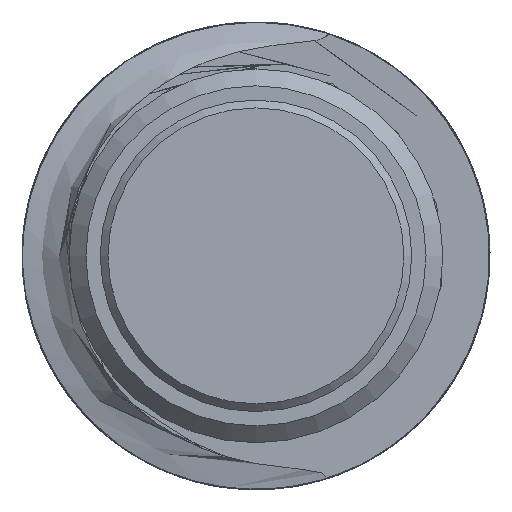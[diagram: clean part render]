
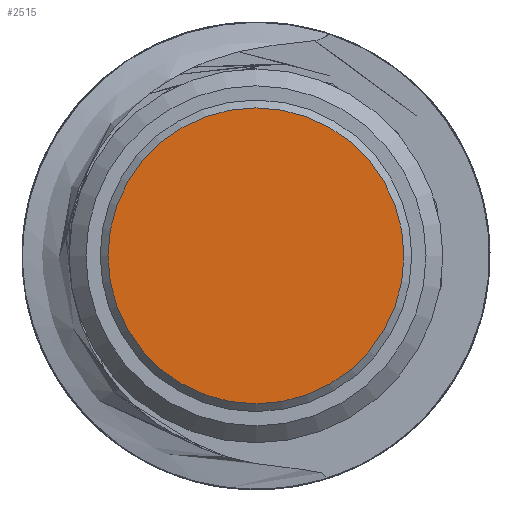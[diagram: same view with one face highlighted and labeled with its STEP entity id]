
A CAD part, left-side view. The second image highlights one B-rep face of the part: STEP entity #2515.
In plain terms, the highlighted planar face has unit normal (-1, 0, 0).
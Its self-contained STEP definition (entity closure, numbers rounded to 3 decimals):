
#38=PLANE('',#2687);
#177=FACE_OUTER_BOUND('',#319,.T.);
#319=EDGE_LOOP('',(#2249));
#327=CIRCLE('',#2659,4.75);
#1079=VERTEX_POINT('',#14761);
#1457=EDGE_CURVE('',#1079,#1079,#327,.T.);
#2249=ORIENTED_EDGE('',*,*,#1457,.T.);
#2515=ADVANCED_FACE('',(#177),#38,.T.);
#2659=AXIS2_PLACEMENT_3D('',#14763,#3068,#3069);
#2687=AXIS2_PLACEMENT_3D('',#14813,#3133,#3134);
#3068=DIRECTION('center_axis',(-1.,0.,0.));
#3069=DIRECTION('ref_axis',(0.,-1.,0.));
#3133=DIRECTION('center_axis',(-1.,0.,0.));
#3134=DIRECTION('ref_axis',(0.,-1.,0.));
#14761=CARTESIAN_POINT('',(-56.,4.75,0.));
#14763=CARTESIAN_POINT('Origin',(-56.,0.,0.));
#14813=CARTESIAN_POINT('Origin',(-56.,-2.375,0.));
